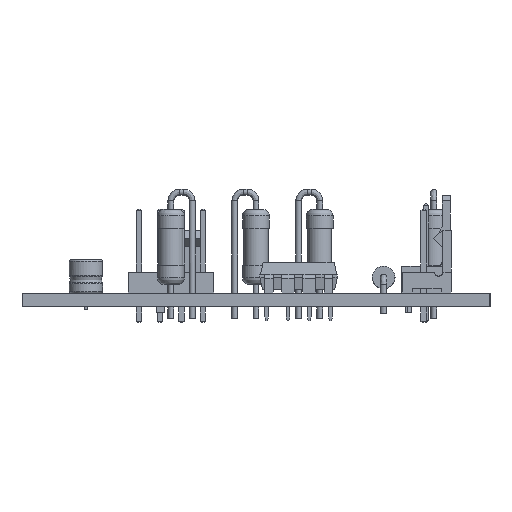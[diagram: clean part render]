
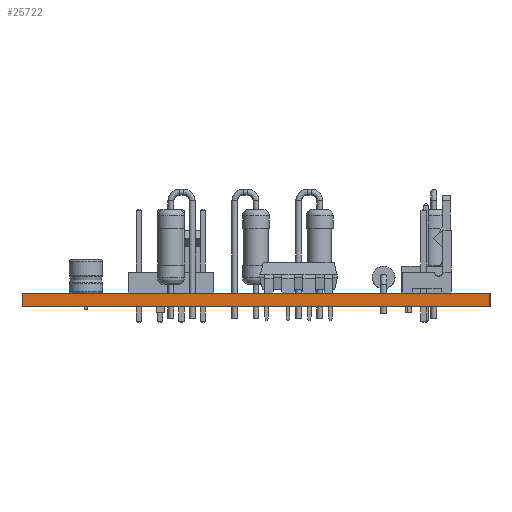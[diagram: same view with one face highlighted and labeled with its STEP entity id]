
A CAD part, left-side view. The second image highlights one B-rep face of the part: STEP entity #25722.
In plain terms, the highlighted planar face has unit normal (-1, 0, 0).
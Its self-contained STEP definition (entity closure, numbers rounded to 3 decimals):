
#25722 = ADVANCED_FACE('',(#25723),#25737,.T.);
#25723 = FACE_BOUND('',#25724,.T.);
#25724 = EDGE_LOOP('',(#25725,#25760,#25788,#25816));
#25725 = ORIENTED_EDGE('',*,*,#25726,.T.);
#25726 = EDGE_CURVE('',#25727,#25729,#25731,.T.);
#25727 = VERTEX_POINT('',#25728);
#25728 = CARTESIAN_POINT('',(104.14,-83.82,0.));
#25729 = VERTEX_POINT('',#25730);
#25730 = CARTESIAN_POINT('',(104.14,-83.82,1.6));
#25731 = SURFACE_CURVE('',#25732,(#25736,#25748),.PCURVE_S1.);
#25732 = LINE('',#25733,#25734);
#25733 = CARTESIAN_POINT('',(104.14,-83.82,0.));
#25734 = VECTOR('',#25735,1.);
#25735 = DIRECTION('',(0.,0.,1.));
#25736 = PCURVE('',#25737,#25742);
#25737 = PLANE('',#25738);
#25738 = AXIS2_PLACEMENT_3D('',#25739,#25740,#25741);
#25739 = CARTESIAN_POINT('',(104.14,-83.82,0.));
#25740 = DIRECTION('',(-1.,0.,0.));
#25741 = DIRECTION('',(0.,1.,0.));
#25742 = DEFINITIONAL_REPRESENTATION('',(#25743),#25747);
#25743 = LINE('',#25744,#25745);
#25744 = CARTESIAN_POINT('',(0.,0.));
#25745 = VECTOR('',#25746,1.);
#25746 = DIRECTION('',(0.,-1.));
#25747 = ( GEOMETRIC_REPRESENTATION_CONTEXT(2) 
PARAMETRIC_REPRESENTATION_CONTEXT() REPRESENTATION_CONTEXT('2D SPACE',''
  ) );
#25748 = PCURVE('',#25749,#25754);
#25749 = PLANE('',#25750);
#25750 = AXIS2_PLACEMENT_3D('',#25751,#25752,#25753);
#25751 = CARTESIAN_POINT('',(190.5,-83.82,0.));
#25752 = DIRECTION('',(0.,-1.,0.));
#25753 = DIRECTION('',(-1.,0.,0.));
#25754 = DEFINITIONAL_REPRESENTATION('',(#25755),#25759);
#25755 = LINE('',#25756,#25757);
#25756 = CARTESIAN_POINT('',(86.36,0.));
#25757 = VECTOR('',#25758,1.);
#25758 = DIRECTION('',(0.,-1.));
#25759 = ( GEOMETRIC_REPRESENTATION_CONTEXT(2) 
PARAMETRIC_REPRESENTATION_CONTEXT() REPRESENTATION_CONTEXT('2D SPACE',''
  ) );
#25760 = ORIENTED_EDGE('',*,*,#25761,.T.);
#25761 = EDGE_CURVE('',#25729,#25762,#25764,.T.);
#25762 = VERTEX_POINT('',#25763);
#25763 = CARTESIAN_POINT('',(104.14,-27.94,1.6));
#25764 = SURFACE_CURVE('',#25765,(#25769,#25776),.PCURVE_S1.);
#25765 = LINE('',#25766,#25767);
#25766 = CARTESIAN_POINT('',(104.14,-83.82,1.6));
#25767 = VECTOR('',#25768,1.);
#25768 = DIRECTION('',(0.,1.,0.));
#25769 = PCURVE('',#25737,#25770);
#25770 = DEFINITIONAL_REPRESENTATION('',(#25771),#25775);
#25771 = LINE('',#25772,#25773);
#25772 = CARTESIAN_POINT('',(0.,-1.6));
#25773 = VECTOR('',#25774,1.);
#25774 = DIRECTION('',(1.,0.));
#25775 = ( GEOMETRIC_REPRESENTATION_CONTEXT(2) 
PARAMETRIC_REPRESENTATION_CONTEXT() REPRESENTATION_CONTEXT('2D SPACE',''
  ) );
#25776 = PCURVE('',#25777,#25782);
#25777 = PLANE('',#25778);
#25778 = AXIS2_PLACEMENT_3D('',#25779,#25780,#25781);
#25779 = CARTESIAN_POINT('',(147.32,-55.88,1.6));
#25780 = DIRECTION('',(-0.,-0.,-1.));
#25781 = DIRECTION('',(-1.,0.,0.));
#25782 = DEFINITIONAL_REPRESENTATION('',(#25783),#25787);
#25783 = LINE('',#25784,#25785);
#25784 = CARTESIAN_POINT('',(43.18,-27.94));
#25785 = VECTOR('',#25786,1.);
#25786 = DIRECTION('',(0.,1.));
#25787 = ( GEOMETRIC_REPRESENTATION_CONTEXT(2) 
PARAMETRIC_REPRESENTATION_CONTEXT() REPRESENTATION_CONTEXT('2D SPACE',''
  ) );
#25788 = ORIENTED_EDGE('',*,*,#25789,.F.);
#25789 = EDGE_CURVE('',#25790,#25762,#25792,.T.);
#25790 = VERTEX_POINT('',#25791);
#25791 = CARTESIAN_POINT('',(104.14,-27.94,0.));
#25792 = SURFACE_CURVE('',#25793,(#25797,#25804),.PCURVE_S1.);
#25793 = LINE('',#25794,#25795);
#25794 = CARTESIAN_POINT('',(104.14,-27.94,0.));
#25795 = VECTOR('',#25796,1.);
#25796 = DIRECTION('',(0.,0.,1.));
#25797 = PCURVE('',#25737,#25798);
#25798 = DEFINITIONAL_REPRESENTATION('',(#25799),#25803);
#25799 = LINE('',#25800,#25801);
#25800 = CARTESIAN_POINT('',(55.88,0.));
#25801 = VECTOR('',#25802,1.);
#25802 = DIRECTION('',(0.,-1.));
#25803 = ( GEOMETRIC_REPRESENTATION_CONTEXT(2) 
PARAMETRIC_REPRESENTATION_CONTEXT() REPRESENTATION_CONTEXT('2D SPACE',''
  ) );
#25804 = PCURVE('',#25805,#25810);
#25805 = PLANE('',#25806);
#25806 = AXIS2_PLACEMENT_3D('',#25807,#25808,#25809);
#25807 = CARTESIAN_POINT('',(104.14,-27.94,0.));
#25808 = DIRECTION('',(0.,1.,0.));
#25809 = DIRECTION('',(1.,0.,0.));
#25810 = DEFINITIONAL_REPRESENTATION('',(#25811),#25815);
#25811 = LINE('',#25812,#25813);
#25812 = CARTESIAN_POINT('',(0.,0.));
#25813 = VECTOR('',#25814,1.);
#25814 = DIRECTION('',(0.,-1.));
#25815 = ( GEOMETRIC_REPRESENTATION_CONTEXT(2) 
PARAMETRIC_REPRESENTATION_CONTEXT() REPRESENTATION_CONTEXT('2D SPACE',''
  ) );
#25816 = ORIENTED_EDGE('',*,*,#25817,.F.);
#25817 = EDGE_CURVE('',#25727,#25790,#25818,.T.);
#25818 = SURFACE_CURVE('',#25819,(#25823,#25830),.PCURVE_S1.);
#25819 = LINE('',#25820,#25821);
#25820 = CARTESIAN_POINT('',(104.14,-83.82,0.));
#25821 = VECTOR('',#25822,1.);
#25822 = DIRECTION('',(0.,1.,0.));
#25823 = PCURVE('',#25737,#25824);
#25824 = DEFINITIONAL_REPRESENTATION('',(#25825),#25829);
#25825 = LINE('',#25826,#25827);
#25826 = CARTESIAN_POINT('',(0.,0.));
#25827 = VECTOR('',#25828,1.);
#25828 = DIRECTION('',(1.,0.));
#25829 = ( GEOMETRIC_REPRESENTATION_CONTEXT(2) 
PARAMETRIC_REPRESENTATION_CONTEXT() REPRESENTATION_CONTEXT('2D SPACE',''
  ) );
#25830 = PCURVE('',#25831,#25836);
#25831 = PLANE('',#25832);
#25832 = AXIS2_PLACEMENT_3D('',#25833,#25834,#25835);
#25833 = CARTESIAN_POINT('',(147.32,-55.88,0.));
#25834 = DIRECTION('',(-0.,-0.,-1.));
#25835 = DIRECTION('',(-1.,0.,0.));
#25836 = DEFINITIONAL_REPRESENTATION('',(#25837),#25841);
#25837 = LINE('',#25838,#25839);
#25838 = CARTESIAN_POINT('',(43.18,-27.94));
#25839 = VECTOR('',#25840,1.);
#25840 = DIRECTION('',(0.,1.));
#25841 = ( GEOMETRIC_REPRESENTATION_CONTEXT(2) 
PARAMETRIC_REPRESENTATION_CONTEXT() REPRESENTATION_CONTEXT('2D SPACE',''
  ) );
